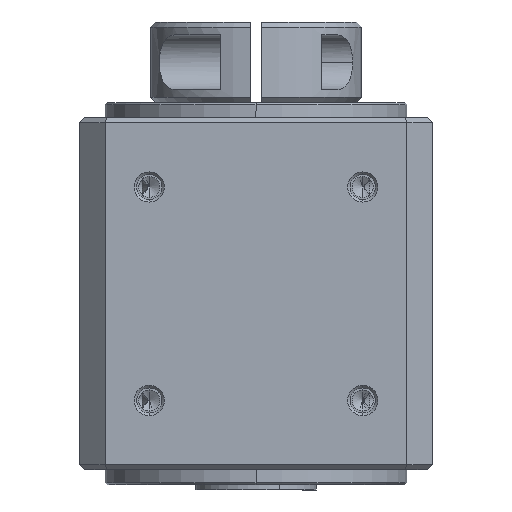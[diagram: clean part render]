
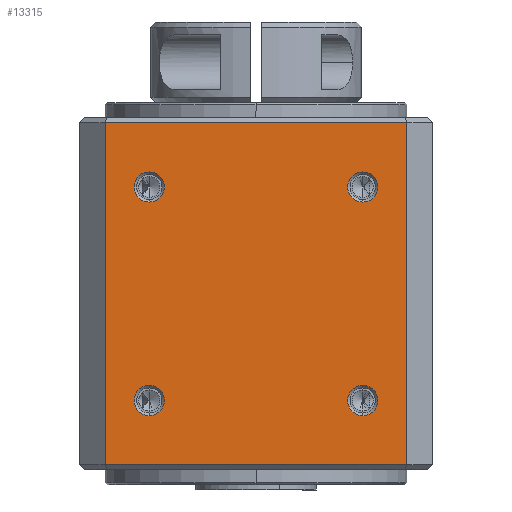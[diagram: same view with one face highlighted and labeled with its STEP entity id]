
A CAD part, left-side view. The second image highlights one B-rep face of the part: STEP entity #13315.
In plain terms, the highlighted planar face has unit normal (-1, 0, 0).
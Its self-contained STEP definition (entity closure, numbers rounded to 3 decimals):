
#251=PLANE('',#14362);
#1013=VECTOR('',#16695,1.);
#1014=VECTOR('',#16696,1.);
#1015=VECTOR('',#16697,1.);
#1016=VECTOR('',#16698,1.);
#1859=LINE('',#21390,#1013);
#1860=LINE('',#21393,#1014);
#1861=LINE('',#21395,#1015);
#1862=LINE('',#21397,#1016);
#2870=VERTEX_POINT('',#20676);
#2871=VERTEX_POINT('',#20678);
#2881=VERTEX_POINT('',#20704);
#2882=VERTEX_POINT('',#20706);
#2892=VERTEX_POINT('',#20733);
#2893=VERTEX_POINT('',#20735);
#2903=VERTEX_POINT('',#20762);
#2904=VERTEX_POINT('',#20764);
#3066=VERTEX_POINT('',#21391);
#3067=VERTEX_POINT('',#21392);
#3068=VERTEX_POINT('',#21394);
#3069=VERTEX_POINT('',#21396);
#4033=CIRCLE('',#14197,3.);
#4038=CIRCLE('',#14206,3.);
#4044=CIRCLE('',#14216,3.);
#4050=CIRCLE('',#14226,3.);
#4126=CIRCLE('',#14363,3.);
#4127=CIRCLE('',#14364,3.);
#4128=CIRCLE('',#14365,3.);
#4129=CIRCLE('',#14366,3.);
#5233=EDGE_CURVE('',#2870,#2871,#4033,.F.);
#5246=EDGE_CURVE('',#2881,#2882,#4038,.F.);
#5260=EDGE_CURVE('',#2892,#2893,#4044,.F.);
#5274=EDGE_CURVE('',#2903,#2904,#4050,.F.);
#5476=EDGE_CURVE('',#2871,#2870,#4126,.T.);
#5477=EDGE_CURVE('',#2882,#2881,#4127,.T.);
#5478=EDGE_CURVE('',#2893,#2892,#4128,.T.);
#5479=EDGE_CURVE('',#2904,#2903,#4129,.T.);
#5480=EDGE_CURVE('',#3066,#3067,#1859,.T.);
#5481=EDGE_CURVE('',#3067,#3068,#1860,.F.);
#5482=EDGE_CURVE('',#3068,#3069,#1861,.T.);
#5483=EDGE_CURVE('',#3069,#3066,#1862,.F.);
#7578=ORIENTED_EDGE('',*,*,#5476,.F.);
#7579=ORIENTED_EDGE('',*,*,#5233,.F.);
#7580=ORIENTED_EDGE('',*,*,#5477,.F.);
#7581=ORIENTED_EDGE('',*,*,#5246,.F.);
#7582=ORIENTED_EDGE('',*,*,#5478,.F.);
#7583=ORIENTED_EDGE('',*,*,#5260,.F.);
#7584=ORIENTED_EDGE('',*,*,#5479,.F.);
#7585=ORIENTED_EDGE('',*,*,#5274,.F.);
#7586=ORIENTED_EDGE('',*,*,#5480,.T.);
#7587=ORIENTED_EDGE('',*,*,#5481,.T.);
#7588=ORIENTED_EDGE('',*,*,#5482,.T.);
#7589=ORIENTED_EDGE('',*,*,#5483,.T.);
#11227=EDGE_LOOP('',(#7578,#7579));
#11228=EDGE_LOOP('',(#7580,#7581));
#11229=EDGE_LOOP('',(#7582,#7583));
#11230=EDGE_LOOP('',(#7584,#7585));
#11231=EDGE_LOOP('',(#7586,#7587,#7588,#7589));
#12271=FACE_BOUND('',#11227,.T.);
#12272=FACE_BOUND('',#11228,.T.);
#12273=FACE_BOUND('',#11229,.T.);
#12274=FACE_BOUND('',#11230,.T.);
#12275=FACE_BOUND('',#11231,.T.);
#13315=ADVANCED_FACE('',(#12271,#12272,#12273,#12274,#12275),#251,.F.);
#14197=AXIS2_PLACEMENT_3D('',#20677,#16214,#16215);
#14206=AXIS2_PLACEMENT_3D('',#20705,#16240,#16241);
#14216=AXIS2_PLACEMENT_3D('',#20734,#16268,#16269);
#14226=AXIS2_PLACEMENT_3D('',#20763,#16296,#16297);
#14362=AXIS2_PLACEMENT_3D('',#21385,#16686,$);
#14363=AXIS2_PLACEMENT_3D('',#21386,#16687,#16688);
#14364=AXIS2_PLACEMENT_3D('',#21387,#16689,#16690);
#14365=AXIS2_PLACEMENT_3D('',#21388,#16691,#16692);
#14366=AXIS2_PLACEMENT_3D('',#21389,#16693,#16694);
#16214=DIRECTION('',(1.,0.,0.));
#16215=DIRECTION('',(0.,0.,3.));
#16240=DIRECTION('',(1.,0.,0.));
#16241=DIRECTION('',(0.,0.,3.));
#16268=DIRECTION('',(1.,0.,0.));
#16269=DIRECTION('',(0.,0.,3.));
#16296=DIRECTION('',(1.,0.,0.));
#16297=DIRECTION('',(0.,0.,3.));
#16686=DIRECTION('',(1.,0.,0.));
#16687=DIRECTION('',(-1.,0.,0.));
#16688=DIRECTION('',(0.,0.,3.));
#16689=DIRECTION('',(-1.,0.,0.));
#16690=DIRECTION('',(0.,0.,3.));
#16691=DIRECTION('',(-1.,0.,0.));
#16692=DIRECTION('',(0.,0.,3.));
#16693=DIRECTION('',(-1.,0.,0.));
#16694=DIRECTION('',(0.,0.,3.));
#16695=DIRECTION('',(0.,0.,-1.));
#16696=DIRECTION('',(0.,1.,0.));
#16697=DIRECTION('',(0.,0.,1.));
#16698=DIRECTION('',(0.,-1.,0.));
#20676=CARTESIAN_POINT('',(-35.,21.213,56.213));
#20677=CARTESIAN_POINT('',(-35.,21.213,59.213));
#20678=CARTESIAN_POINT('',(-35.,21.213,62.213));
#20704=CARTESIAN_POINT('',(-35.,-21.213,56.213));
#20705=CARTESIAN_POINT('',(-35.,-21.213,59.213));
#20706=CARTESIAN_POINT('',(-35.,-21.213,62.213));
#20733=CARTESIAN_POINT('',(-35.,-21.213,13.787));
#20734=CARTESIAN_POINT('',(-35.,-21.213,16.787));
#20735=CARTESIAN_POINT('',(-35.,-21.213,19.787));
#20762=CARTESIAN_POINT('',(-35.,21.213,13.787));
#20763=CARTESIAN_POINT('',(-35.,21.213,16.787));
#20764=CARTESIAN_POINT('',(-35.,21.213,19.787));
#21385=CARTESIAN_POINT('',(-35.,35.,76.));
#21386=CARTESIAN_POINT('',(-35.,21.213,59.213));
#21387=CARTESIAN_POINT('',(-35.,-21.213,59.213));
#21388=CARTESIAN_POINT('',(-35.,-21.213,16.787));
#21389=CARTESIAN_POINT('',(-35.,21.213,16.787));
#21390=CARTESIAN_POINT('',(-35.,30.,76.));
#21391=CARTESIAN_POINT('',(-35.,30.,72.));
#21392=CARTESIAN_POINT('',(-35.,30.,4.));
#21393=CARTESIAN_POINT('',(-35.,17.5,4.));
#21394=CARTESIAN_POINT('',(-35.,-30.,4.));
#21395=CARTESIAN_POINT('',(-35.,-30.,76.));
#21396=CARTESIAN_POINT('',(-35.,-30.,72.));
#21397=CARTESIAN_POINT('',(-35.,17.5,72.));
